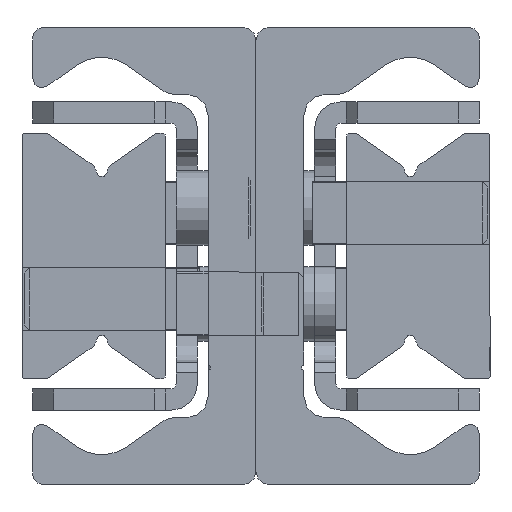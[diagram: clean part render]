
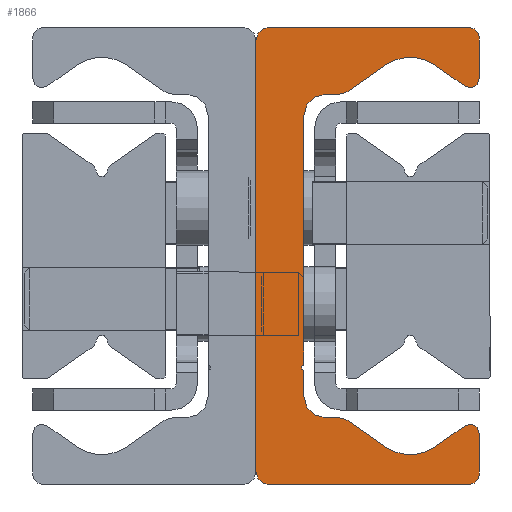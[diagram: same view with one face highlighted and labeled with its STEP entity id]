
A CAD part, left-side view. The second image highlights one B-rep face of the part: STEP entity #1866.
In plain terms, the highlighted planar face has unit normal (-1, 0, 0).
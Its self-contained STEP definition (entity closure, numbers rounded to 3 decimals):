
#891=CARTESIAN_POINT('',(0.0,9.25,-21.5));
#892=VERTEX_POINT('',#891);
#899=CARTESIAN_POINT('',(0.0,10.5,-20.25));
#900=VERTEX_POINT('',#899);
#901=CARTESIAN_POINT('',(0.0,9.25,-20.25));
#902=DIRECTION('',(1.0,0.0,0.0));
#903=DIRECTION('',(0.0,0.0,-1.0));
#904=AXIS2_PLACEMENT_3D('',#901,#902,#903);
#905=CIRCLE('',#904,1.25);
#906=EDGE_CURVE('',#892,#900,#905,.T.);
#930=CARTESIAN_POINT('',(0.0,-9.5,-21.5));
#931=VERTEX_POINT('',#930);
#938=CARTESIAN_POINT('',(0.0,-9.5,-21.5));
#939=DIRECTION('',(0.0,1.0,0.0));
#940=VECTOR('',#939,18.75);
#941=LINE('',#938,#940);
#942=EDGE_CURVE('',#931,#892,#941,.T.);
#962=CARTESIAN_POINT('',(0.0,-10.5,-20.5));
#963=VERTEX_POINT('',#962);
#970=CARTESIAN_POINT('',(0.0,-9.5,-20.5));
#971=DIRECTION('',(1.0,0.0,0.0));
#972=DIRECTION('',(0.0,-1.0,0.0));
#973=AXIS2_PLACEMENT_3D('',#970,#971,#972);
#974=CIRCLE('',#973,1.0);
#975=EDGE_CURVE('',#963,#931,#974,.T.);
#994=CARTESIAN_POINT('',(0.0,-10.5,-16.65));
#995=VERTEX_POINT('',#994);
#1002=CARTESIAN_POINT('',(0.0,-10.5,-16.65));
#1003=DIRECTION('',(0.0,0.0,-1.0));
#1004=VECTOR('',#1003,3.85);
#1005=LINE('',#1002,#1004);
#1006=EDGE_CURVE('',#995,#963,#1005,.T.);
#1026=CARTESIAN_POINT('',(0.0,-9.162,-15.954));
#1027=VERTEX_POINT('',#1026);
#1034=CARTESIAN_POINT('',(0.0,-9.65,-16.65));
#1035=DIRECTION('',(1.0,0.0,0.0));
#1036=DIRECTION('',(0.0,0.574,0.819));
#1037=AXIS2_PLACEMENT_3D('',#1034,#1035,#1036);
#1038=CIRCLE('',#1037,0.85);
#1039=EDGE_CURVE('',#1027,#995,#1038,.T.);
#1058=CARTESIAN_POINT('',(0.0,-6.294,-17.962));
#1059=VERTEX_POINT('',#1058);
#1066=CARTESIAN_POINT('',(0.0,-6.294,-17.962));
#1067=DIRECTION('',(0.0,-0.819,0.574));
#1068=VECTOR('',#1067,3.501);
#1069=LINE('',#1066,#1068);
#1070=EDGE_CURVE('',#1059,#1027,#1069,.T.);
#1090=CARTESIAN_POINT('',(0.0,-1.706,-17.962));
#1091=VERTEX_POINT('',#1090);
#1098=CARTESIAN_POINT('',(0.0,-4.,-14.685));
#1099=DIRECTION('',(-1.0,0.0,0.0));
#1100=DIRECTION('',(0.0,0.574,0.819));
#1101=AXIS2_PLACEMENT_3D('',#1098,#1099,#1100);
#1102=CIRCLE('',#1101,4.0);
#1103=EDGE_CURVE('',#1091,#1059,#1102,.T.);
#1122=CARTESIAN_POINT('',(0.0,1.722,-15.562));
#1123=VERTEX_POINT('',#1122);
#1130=CARTESIAN_POINT('',(0.0,1.722,-15.562));
#1131=DIRECTION('',(0.0,-0.819,-0.574));
#1132=VECTOR('',#1131,4.185);
#1133=LINE('',#1130,#1132);
#1134=EDGE_CURVE('',#1123,#1091,#1133,.T.);
#1154=CARTESIAN_POINT('',(0.0,2.869,-15.2));
#1155=VERTEX_POINT('',#1154);
#1162=CARTESIAN_POINT('',(0.0,2.869,-17.2));
#1163=DIRECTION('',(1.0,0.0,0.0));
#1164=DIRECTION('',(0.0,0.0,1.0));
#1165=AXIS2_PLACEMENT_3D('',#1162,#1163,#1164);
#1166=CIRCLE('',#1165,2.0);
#1167=EDGE_CURVE('',#1155,#1123,#1166,.T.);
#1186=CARTESIAN_POINT('',(0.0,4.,-15.2));
#1187=VERTEX_POINT('',#1186);
#1194=CARTESIAN_POINT('',(0.0,4.,-15.2));
#1195=DIRECTION('',(0.0,-1.0,0.0));
#1196=VECTOR('',#1195,1.131);
#1197=LINE('',#1194,#1196);
#1198=EDGE_CURVE('',#1187,#1155,#1197,.T.);
#1218=CARTESIAN_POINT('',(0.0,6.,-13.2));
#1219=VERTEX_POINT('',#1218);
#1226=CARTESIAN_POINT('',(0.0,4.,-13.2));
#1227=DIRECTION('',(-1.0,0.0,0.0));
#1228=DIRECTION('',(0.0,0.0,1.0));
#1229=AXIS2_PLACEMENT_3D('',#1226,#1227,#1228);
#1230=CIRCLE('',#1229,2.0);
#1231=EDGE_CURVE('',#1219,#1187,#1230,.T.);
#1250=CARTESIAN_POINT('',(0.0,6.,-10.75));
#1251=VERTEX_POINT('',#1250);
#1258=CARTESIAN_POINT('',(0.0,6.,-10.75));
#1259=DIRECTION('',(0.0,0.0,-1.0));
#1260=VECTOR('',#1259,2.45);
#1261=LINE('',#1258,#1260);
#1262=EDGE_CURVE('',#1251,#1219,#1261,.T.);
#1282=CARTESIAN_POINT('',(0.0,6.,-10.25));
#1283=VERTEX_POINT('',#1282);
#1290=CARTESIAN_POINT('',(0.0,6.,-10.5));
#1291=DIRECTION('',(-1.0,0.0,0.0));
#1292=DIRECTION('',(0.0,0.0,1.0));
#1293=AXIS2_PLACEMENT_3D('',#1290,#1291,#1292);
#1294=CIRCLE('',#1293,0.25);
#1295=EDGE_CURVE('',#1283,#1251,#1294,.T.);
#1314=CARTESIAN_POINT('',(0.0,6.,13.2));
#1315=VERTEX_POINT('',#1314);
#1322=CARTESIAN_POINT('',(0.0,6.,13.2));
#1323=DIRECTION('',(0.0,0.0,-1.0));
#1324=VECTOR('',#1323,23.45);
#1325=LINE('',#1322,#1324);
#1326=EDGE_CURVE('',#1315,#1283,#1325,.T.);
#1409=CARTESIAN_POINT('',(0.0,4.,15.2));
#1410=VERTEX_POINT('',#1409);
#1417=CARTESIAN_POINT('',(0.0,4.,13.2));
#1418=DIRECTION('',(-1.0,0.0,0.0));
#1419=DIRECTION('',(0.0,-1.0,0.0));
#1420=AXIS2_PLACEMENT_3D('',#1417,#1418,#1419);
#1421=CIRCLE('',#1420,2.);
#1422=EDGE_CURVE('',#1410,#1315,#1421,.T.);
#1441=CARTESIAN_POINT('',(0.0,2.869,15.2));
#1442=VERTEX_POINT('',#1441);
#1449=CARTESIAN_POINT('',(0.0,2.869,15.2));
#1450=DIRECTION('',(0.0,1.0,0.0));
#1451=VECTOR('',#1450,1.131);
#1452=LINE('',#1449,#1451);
#1453=EDGE_CURVE('',#1442,#1410,#1452,.T.);
#1473=CARTESIAN_POINT('',(0.0,1.722,15.562));
#1474=VERTEX_POINT('',#1473);
#1481=CARTESIAN_POINT('',(0.0,2.869,17.2));
#1482=DIRECTION('',(1.0,0.0,0.0));
#1483=DIRECTION('',(0.0,-0.574,-0.819));
#1484=AXIS2_PLACEMENT_3D('',#1481,#1482,#1483);
#1485=CIRCLE('',#1484,2.0);
#1486=EDGE_CURVE('',#1474,#1442,#1485,.T.);
#1505=CARTESIAN_POINT('',(0.0,-1.706,17.962));
#1506=VERTEX_POINT('',#1505);
#1513=CARTESIAN_POINT('',(0.0,-1.706,17.962));
#1514=DIRECTION('',(0.0,0.819,-0.574));
#1515=VECTOR('',#1514,4.185);
#1516=LINE('',#1513,#1515);
#1517=EDGE_CURVE('',#1506,#1474,#1516,.T.);
#1537=CARTESIAN_POINT('',(0.0,-6.294,17.962));
#1538=VERTEX_POINT('',#1537);
#1545=CARTESIAN_POINT('',(0.0,-4.,14.685));
#1546=DIRECTION('',(-1.0,0.0,0.0));
#1547=DIRECTION('',(0.0,-0.574,-0.819));
#1548=AXIS2_PLACEMENT_3D('',#1545,#1546,#1547);
#1549=CIRCLE('',#1548,4.0);
#1550=EDGE_CURVE('',#1538,#1506,#1549,.T.);
#1569=CARTESIAN_POINT('',(0.0,-9.162,15.954));
#1570=VERTEX_POINT('',#1569);
#1577=CARTESIAN_POINT('',(0.0,-9.162,15.954));
#1578=DIRECTION('',(0.0,0.819,0.574));
#1579=VECTOR('',#1578,3.501);
#1580=LINE('',#1577,#1579);
#1581=EDGE_CURVE('',#1570,#1538,#1580,.T.);
#1601=CARTESIAN_POINT('',(0.0,-10.5,16.65));
#1602=VERTEX_POINT('',#1601);
#1609=CARTESIAN_POINT('',(0.0,-9.65,16.65));
#1610=DIRECTION('',(1.0,0.0,0.0));
#1611=DIRECTION('',(0.0,-1.0,0.0));
#1612=AXIS2_PLACEMENT_3D('',#1609,#1610,#1611);
#1613=CIRCLE('',#1612,0.85);
#1614=EDGE_CURVE('',#1602,#1570,#1613,.T.);
#1633=CARTESIAN_POINT('',(0.0,-10.5,20.5));
#1634=VERTEX_POINT('',#1633);
#1641=CARTESIAN_POINT('',(0.0,-10.5,20.5));
#1642=DIRECTION('',(0.0,0.0,-1.0));
#1643=VECTOR('',#1642,3.85);
#1644=LINE('',#1641,#1643);
#1645=EDGE_CURVE('',#1634,#1602,#1644,.T.);
#1665=CARTESIAN_POINT('',(0.0,-9.5,21.5));
#1666=VERTEX_POINT('',#1665);
#1673=CARTESIAN_POINT('',(0.0,-9.5,20.5));
#1674=DIRECTION('',(1.0,0.0,0.0));
#1675=DIRECTION('',(0.0,0.0,1.0));
#1676=AXIS2_PLACEMENT_3D('',#1673,#1674,#1675);
#1677=CIRCLE('',#1676,1.0);
#1678=EDGE_CURVE('',#1666,#1634,#1677,.T.);
#1697=CARTESIAN_POINT('',(0.0,9.25,21.5));
#1698=VERTEX_POINT('',#1697);
#1705=CARTESIAN_POINT('',(0.0,9.25,21.5));
#1706=DIRECTION('',(0.0,-1.0,0.0));
#1707=VECTOR('',#1706,18.75);
#1708=LINE('',#1705,#1707);
#1709=EDGE_CURVE('',#1698,#1666,#1708,.T.);
#1729=CARTESIAN_POINT('',(0.0,10.5,20.25));
#1730=VERTEX_POINT('',#1729);
#1737=CARTESIAN_POINT('',(0.0,9.25,20.25));
#1738=DIRECTION('',(1.0,0.0,0.0));
#1739=DIRECTION('',(0.0,1.0,0.0));
#1740=AXIS2_PLACEMENT_3D('',#1737,#1738,#1739);
#1741=CIRCLE('',#1740,1.25);
#1742=EDGE_CURVE('',#1730,#1698,#1741,.T.);
#1760=CARTESIAN_POINT('',(0.0,10.5,-20.25));
#1761=DIRECTION('',(0.0,0.0,1.0));
#1762=VECTOR('',#1761,40.5);
#1763=LINE('',#1760,#1762);
#1764=EDGE_CURVE('',#900,#1730,#1763,.T.);
#1833=CARTESIAN_POINT('',(0.0,2.66,-0.019));
#1834=DIRECTION('',(1.0,0.0,0.0));
#1835=DIRECTION('',(0.0,0.0,-1.0));
#1836=AXIS2_PLACEMENT_3D('',#1833,#1834,#1835);
#1837=PLANE('',#1836);
#1838=ORIENTED_EDGE('',*,*,#1764,.F.);
#1839=ORIENTED_EDGE('',*,*,#906,.F.);
#1840=ORIENTED_EDGE('',*,*,#942,.F.);
#1841=ORIENTED_EDGE('',*,*,#975,.F.);
#1842=ORIENTED_EDGE('',*,*,#1006,.F.);
#1843=ORIENTED_EDGE('',*,*,#1039,.F.);
#1844=ORIENTED_EDGE('',*,*,#1070,.F.);
#1845=ORIENTED_EDGE('',*,*,#1103,.F.);
#1846=ORIENTED_EDGE('',*,*,#1134,.F.);
#1847=ORIENTED_EDGE('',*,*,#1167,.F.);
#1848=ORIENTED_EDGE('',*,*,#1198,.F.);
#1849=ORIENTED_EDGE('',*,*,#1231,.F.);
#1850=ORIENTED_EDGE('',*,*,#1262,.F.);
#1851=ORIENTED_EDGE('',*,*,#1295,.F.);
#1852=ORIENTED_EDGE('',*,*,#1326,.F.);
#1853=ORIENTED_EDGE('',*,*,#1422,.F.);
#1854=ORIENTED_EDGE('',*,*,#1453,.F.);
#1855=ORIENTED_EDGE('',*,*,#1486,.F.);
#1856=ORIENTED_EDGE('',*,*,#1517,.F.);
#1857=ORIENTED_EDGE('',*,*,#1550,.F.);
#1858=ORIENTED_EDGE('',*,*,#1581,.F.);
#1859=ORIENTED_EDGE('',*,*,#1614,.F.);
#1860=ORIENTED_EDGE('',*,*,#1645,.F.);
#1861=ORIENTED_EDGE('',*,*,#1678,.F.);
#1862=ORIENTED_EDGE('',*,*,#1709,.F.);
#1863=ORIENTED_EDGE('',*,*,#1742,.F.);
#1864=EDGE_LOOP('',(#1838,#1839,#1840,#1841,#1842,#1843,#1844,#1845,#1846,#1847,#1848,#1849,#1850,#1851,#1852,#1853,#1854,#1855,#1856,#1857,#1858,#1859,#1860,#1861,#1862,#1863));
#1865=FACE_OUTER_BOUND('',#1864,.T.);
#1866=ADVANCED_FACE('',(#1865),#1837,.F.);
